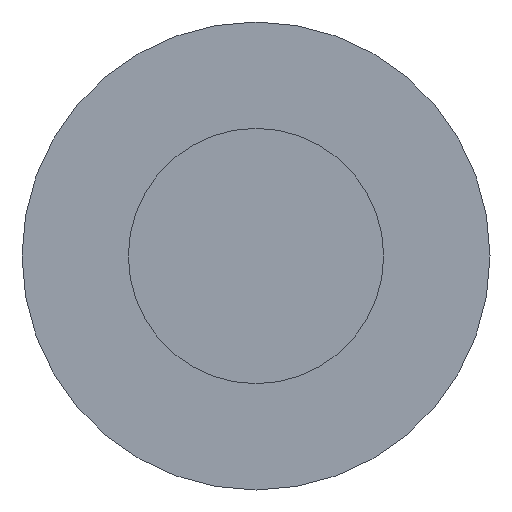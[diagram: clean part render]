
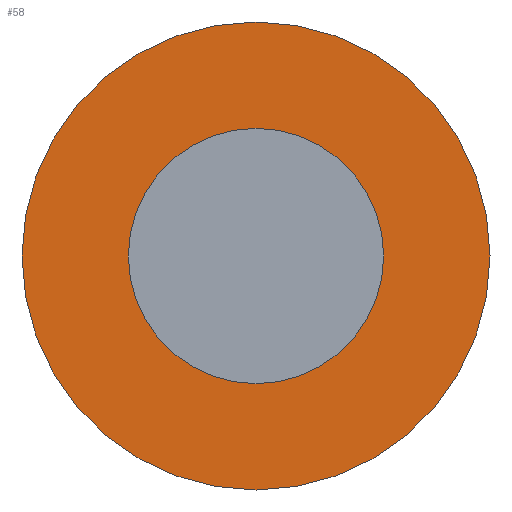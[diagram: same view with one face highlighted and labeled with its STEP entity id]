
A CAD part, front view. The second image highlights one B-rep face of the part: STEP entity #58.
In plain terms, the highlighted planar face has unit normal (0, -1, 0).
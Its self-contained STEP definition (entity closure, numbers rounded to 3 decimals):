
#3 = EDGE_LOOP ( 'NONE', ( #126, #93 ) ) ;
#19 = ORIENTED_EDGE ( 'NONE', *, *, #167, .F. ) ;
#30 = DIRECTION ( 'NONE',  ( 0., 1., 0. ) ) ;
#33 = DIRECTION ( 'NONE',  ( 0., 1., 0. ) ) ;
#51 = EDGE_LOOP ( 'NONE', ( #344, #19 ) ) ;
#58 = ADVANCED_FACE ( 'NONE', ( #381, #348 ), #60, .F. ) ;
#59 = CIRCLE ( 'NONE', #199, 1.5 ) ;
#60 = PLANE ( 'NONE',  #114 ) ;
#81 = CIRCLE ( 'NONE', #430, 1.5 ) ;
#93 = ORIENTED_EDGE ( 'NONE', *, *, #392, .F. ) ;
#110 = VERTEX_POINT ( 'NONE', #455 ) ;
#114 = AXIS2_PLACEMENT_3D ( 'NONE', #351, #281, #164 ) ;
#123 = VERTEX_POINT ( 'NONE', #277 ) ;
#126 = ORIENTED_EDGE ( 'NONE', *, *, #418, .F. ) ;
#128 = DIRECTION ( 'NONE',  ( 0., -1., 0. ) ) ;
#130 = DIRECTION ( 'NONE',  ( 0., 0., -1. ) ) ;
#164 = DIRECTION ( 'NONE',  ( 0., 0., 1. ) ) ;
#167 = EDGE_CURVE ( 'NONE', #123, #110, #81, .T. ) ;
#169 = CIRCLE ( 'NONE', #184, 2.75 ) ;
#184 = AXIS2_PLACEMENT_3D ( 'NONE', #236, #30, #204 ) ;
#199 = AXIS2_PLACEMENT_3D ( 'NONE', #350, #278, #130 ) ;
#204 = DIRECTION ( 'NONE',  ( 0., 0., 1. ) ) ;
#236 = CARTESIAN_POINT ( 'NONE',  ( 0., 0., 0. ) ) ;
#261 = CARTESIAN_POINT ( 'NONE',  ( 0., 0., -2.75 ) ) ;
#266 = VERTEX_POINT ( 'NONE', #456 ) ;
#267 = CIRCLE ( 'NONE', #291, 2.75 ) ;
#271 = VERTEX_POINT ( 'NONE', #261 ) ;
#277 = CARTESIAN_POINT ( 'NONE',  ( 0., 0., -1.5 ) ) ;
#278 = DIRECTION ( 'NONE',  ( 0., -1., 0. ) ) ;
#281 = DIRECTION ( 'NONE',  ( 0., 1., 0. ) ) ;
#282 = DIRECTION ( 'NONE',  ( 0., 0., 1. ) ) ;
#291 = AXIS2_PLACEMENT_3D ( 'NONE', #354, #33, #282 ) ;
#301 = EDGE_CURVE ( 'NONE', #110, #123, #59, .T. ) ;
#344 = ORIENTED_EDGE ( 'NONE', *, *, #301, .F. ) ;
#348 = FACE_OUTER_BOUND ( 'NONE', #3, .T. ) ;
#350 = CARTESIAN_POINT ( 'NONE',  ( 0., 0., 0. ) ) ;
#351 = CARTESIAN_POINT ( 'NONE',  ( 0., 0., 0. ) ) ;
#354 = CARTESIAN_POINT ( 'NONE',  ( 0., 0., 0. ) ) ;
#381 = FACE_BOUND ( 'NONE', #51, .T. ) ;
#392 = EDGE_CURVE ( 'NONE', #266, #271, #169, .T. ) ;
#416 = DIRECTION ( 'NONE',  ( 0., 0., -1. ) ) ;
#418 = EDGE_CURVE ( 'NONE', #271, #266, #267, .T. ) ;
#430 = AXIS2_PLACEMENT_3D ( 'NONE', #450, #128, #416 ) ;
#450 = CARTESIAN_POINT ( 'NONE',  ( 0., 0., 0. ) ) ;
#455 = CARTESIAN_POINT ( 'NONE',  ( 0., 0., 1.5 ) ) ;
#456 = CARTESIAN_POINT ( 'NONE',  ( 0., 0., 2.75 ) ) ;
